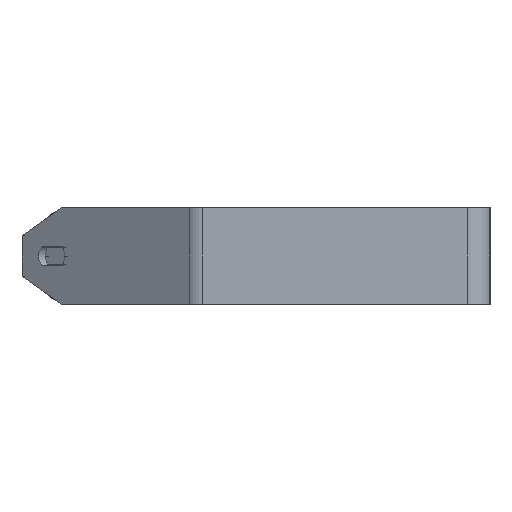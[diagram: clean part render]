
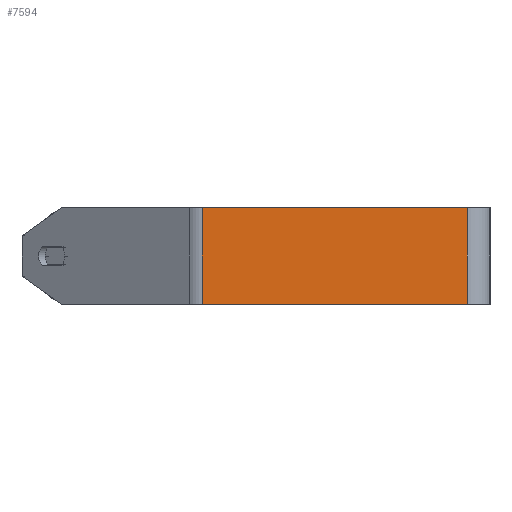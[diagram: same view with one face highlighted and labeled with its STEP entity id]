
A CAD part, left-side view. The second image highlights one B-rep face of the part: STEP entity #7594.
In plain terms, the highlighted planar face has unit normal (-1, 0, 0).
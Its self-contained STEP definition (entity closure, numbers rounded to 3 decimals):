
#131 = LINE ( 'NONE', #8308, #7338 ) ;
#145 = EDGE_CURVE ( 'NONE', #8296, #8168, #131, .T. ) ;
#233 = VECTOR ( 'NONE', #5981, 1000. ) ;
#1798 = EDGE_CURVE ( 'NONE', #8168, #3244, #4085, .T. ) ;
#1911 = ORIENTED_EDGE ( 'NONE', *, *, #1956, .F. ) ;
#1956 = EDGE_CURVE ( 'NONE', #4496, #3244, #2768, .T. ) ;
#2384 = ORIENTED_EDGE ( 'NONE', *, *, #6240, .F. ) ;
#2768 = LINE ( 'NONE', #8244, #3082 ) ;
#3082 = VECTOR ( 'NONE', #8333, 1000. ) ;
#3166 = CARTESIAN_POINT ( 'NONE',  ( -525., 182.923, 30. ) ) ;
#3215 = ORIENTED_EDGE ( 'NONE', *, *, #1798, .T. ) ;
#3244 = VERTEX_POINT ( 'NONE', #8614 ) ;
#3375 = DIRECTION ( 'NONE',  ( 0., -1., 0. ) ) ;
#4085 = LINE ( 'NONE', #5401, #233 ) ;
#4496 = VERTEX_POINT ( 'NONE', #7713 ) ;
#4889 = ORIENTED_EDGE ( 'NONE', *, *, #145, .T. ) ;
#5229 = CARTESIAN_POINT ( 'NONE',  ( -525., 182.923, 30. ) ) ;
#5401 = CARTESIAN_POINT ( 'NONE',  ( -525., 182.923, -30. ) ) ;
#5829 = PLANE ( 'NONE',  #7481 ) ;
#5981 = DIRECTION ( 'NONE',  ( 0., -1., 0. ) ) ;
#6240 = EDGE_CURVE ( 'NONE', #8296, #4496, #8800, .T. ) ;
#6276 = EDGE_LOOP ( 'NONE', ( #3215, #1911, #2384, #4889 ) ) ;
#6545 = FACE_OUTER_BOUND ( 'NONE', #6276, .T. ) ;
#6883 = DIRECTION ( 'NONE',  ( 0., 0., -1. ) ) ;
#7338 = VECTOR ( 'NONE', #6883, 1000. ) ;
#7481 = AXIS2_PLACEMENT_3D ( 'NONE', #3166, #8590, #8196 ) ;
#7594 = ADVANCED_FACE ( 'NONE', ( #6545 ), #5829, .F. ) ;
#7713 = CARTESIAN_POINT ( 'NONE',  ( -525., 14., 30. ) ) ;
#7983 = CARTESIAN_POINT ( 'NONE',  ( -525., 178.509, 30. ) ) ;
#8168 = VERTEX_POINT ( 'NONE', #8384 ) ;
#8196 = DIRECTION ( 'NONE',  ( 0., 0., -1. ) ) ;
#8244 = CARTESIAN_POINT ( 'NONE',  ( -525., 14., 30. ) ) ;
#8296 = VERTEX_POINT ( 'NONE', #7983 ) ;
#8308 = CARTESIAN_POINT ( 'NONE',  ( -525., 178.509, 30. ) ) ;
#8333 = DIRECTION ( 'NONE',  ( 0., 0., -1. ) ) ;
#8384 = CARTESIAN_POINT ( 'NONE',  ( -525., 178.509, -30. ) ) ;
#8578 = VECTOR ( 'NONE', #3375, 1000. ) ;
#8590 = DIRECTION ( 'NONE',  ( 1., 0., 0. ) ) ;
#8614 = CARTESIAN_POINT ( 'NONE',  ( -525., 14., -30. ) ) ;
#8800 = LINE ( 'NONE', #5229, #8578 ) ;
